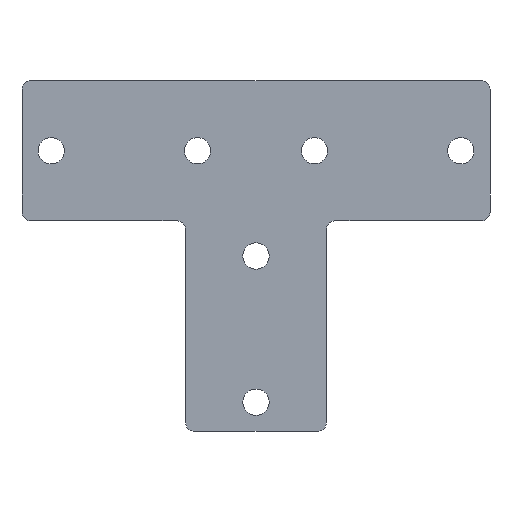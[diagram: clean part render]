
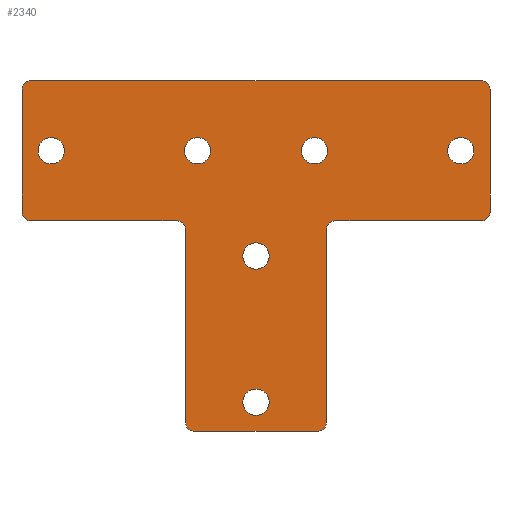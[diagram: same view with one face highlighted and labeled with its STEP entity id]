
A CAD part, front view. The second image highlights one B-rep face of the part: STEP entity #2340.
In plain terms, the highlighted planar face has unit normal (0, -1, 0).
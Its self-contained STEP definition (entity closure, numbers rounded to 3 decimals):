
#10=CARTESIAN_POINT('',(0.,66.,32.25));
#20=DIRECTION('',(0.,1.,0.));
#30=DIRECTION('',(0.,0.,-1.));
#40=AXIS2_PLACEMENT_3D('',#10,#20,#30);
#50=PLANE('',#40);
#60=CARTESIAN_POINT('',(0.,66.,-50.));
#70=DIRECTION('',(0.,1.,0.));
#80=DIRECTION('',(0.,0.,-1.));
#90=AXIS2_PLACEMENT_3D('',#60,#70,#80);
#100=CIRCLE('',#90,4.5);
#110=CARTESIAN_POINT('',(0.,66.,-54.5));
#120=VERTEX_POINT('',#110);
#130=CARTESIAN_POINT('',(0.,66.,-45.5));
#140=VERTEX_POINT('',#130);
#150=EDGE_CURVE('',#120,#140,#100,.T.);
#160=ORIENTED_EDGE('',*,*,#150,.T.);
#170=EDGE_CURVE('',#140,#120,#100,.T.);
#180=ORIENTED_EDGE('',*,*,#170,.T.);
#190=EDGE_LOOP('',(#180,#160));
#200=FACE_BOUND('',#190,.T.);
#210=CARTESIAN_POINT('',(0.,66.,0.));
#220=DIRECTION('',(0.,1.,0.));
#230=DIRECTION('',(0.,0.,-1.));
#240=AXIS2_PLACEMENT_3D('',#210,#220,#230);
#250=CIRCLE('',#240,4.5);
#260=CARTESIAN_POINT('',(0.,66.,-4.5));
#270=VERTEX_POINT('',#260);
#280=CARTESIAN_POINT('',(0.,66.,4.5));
#290=VERTEX_POINT('',#280);
#300=EDGE_CURVE('',#270,#290,#250,.T.);
#310=ORIENTED_EDGE('',*,*,#300,.T.);
#320=EDGE_CURVE('',#290,#270,#250,.T.);
#330=ORIENTED_EDGE('',*,*,#320,.T.);
#340=EDGE_LOOP('',(#330,#310));
#350=FACE_BOUND('',#340,.T.);
#360=CARTESIAN_POINT('',(70.,66.,36.));
#370=DIRECTION('',(0.,1.,0.));
#380=DIRECTION('',(0.,0.,-1.));
#390=AXIS2_PLACEMENT_3D('',#360,#370,#380);
#400=CIRCLE('',#390,4.5);
#410=CARTESIAN_POINT('',(70.,66.,31.5));
#420=VERTEX_POINT('',#410);
#430=CARTESIAN_POINT('',(70.,66.,40.5));
#440=VERTEX_POINT('',#430);
#450=EDGE_CURVE('',#420,#440,#400,.T.);
#460=ORIENTED_EDGE('',*,*,#450,.T.);
#470=EDGE_CURVE('',#440,#420,#400,.T.);
#480=ORIENTED_EDGE('',*,*,#470,.T.);
#490=EDGE_LOOP('',(#480,#460));
#500=FACE_BOUND('',#490,.T.);
#510=CARTESIAN_POINT('',(20.,66.,36.));
#520=DIRECTION('',(0.,1.,0.));
#530=DIRECTION('',(0.,0.,-1.));
#540=AXIS2_PLACEMENT_3D('',#510,#520,#530);
#550=CIRCLE('',#540,4.5);
#560=CARTESIAN_POINT('',(20.,66.,31.5));
#570=VERTEX_POINT('',#560);
#580=CARTESIAN_POINT('',(20.,66.,40.5));
#590=VERTEX_POINT('',#580);
#600=EDGE_CURVE('',#570,#590,#550,.T.);
#610=ORIENTED_EDGE('',*,*,#600,.T.);
#620=EDGE_CURVE('',#590,#570,#550,.T.);
#630=ORIENTED_EDGE('',*,*,#620,.T.);
#640=EDGE_LOOP('',(#630,#610));
#650=FACE_BOUND('',#640,.T.);
#660=CARTESIAN_POINT('',(-20.,66.,36.));
#670=DIRECTION('',(0.,1.,0.));
#680=DIRECTION('',(0.,0.,-1.));
#690=AXIS2_PLACEMENT_3D('',#660,#670,#680);
#700=CIRCLE('',#690,4.5);
#710=CARTESIAN_POINT('',(-20.,66.,31.5));
#720=VERTEX_POINT('',#710);
#730=CARTESIAN_POINT('',(-20.,66.,40.5));
#740=VERTEX_POINT('',#730);
#750=EDGE_CURVE('',#720,#740,#700,.T.);
#760=ORIENTED_EDGE('',*,*,#750,.T.);
#770=EDGE_CURVE('',#740,#720,#700,.T.);
#780=ORIENTED_EDGE('',*,*,#770,.T.);
#790=EDGE_LOOP('',(#780,#760));
#800=FACE_BOUND('',#790,.T.);
#810=CARTESIAN_POINT('',(-70.,66.,36.));
#820=DIRECTION('',(0.,1.,0.));
#830=DIRECTION('',(0.,0.,-1.));
#840=AXIS2_PLACEMENT_3D('',#810,#820,#830);
#850=CIRCLE('',#840,4.5);
#860=CARTESIAN_POINT('',(-70.,66.,31.5));
#870=VERTEX_POINT('',#860);
#880=CARTESIAN_POINT('',(-70.,66.,40.5));
#890=VERTEX_POINT('',#880);
#900=EDGE_CURVE('',#870,#890,#850,.T.);
#910=ORIENTED_EDGE('',*,*,#900,.T.);
#920=EDGE_CURVE('',#890,#870,#850,.T.);
#930=ORIENTED_EDGE('',*,*,#920,.T.);
#940=EDGE_LOOP('',(#930,#910));
#950=FACE_BOUND('',#940,.T.);
#960=CARTESIAN_POINT('',(27.,66.,9.));
#970=DIRECTION('',(0.,1.,0.));
#980=DIRECTION('',(0.,0.,-1.));
#990=AXIS2_PLACEMENT_3D('',#960,#970,#980);
#1000=CIRCLE('',#990,3.);
#1010=CARTESIAN_POINT('',(24.,66.,9.));
#1020=VERTEX_POINT('',#1010);
#1030=CARTESIAN_POINT('',(27.,66.,12.));
#1040=VERTEX_POINT('',#1030);
#1050=EDGE_CURVE('',#1020,#1040,#1000,.T.);
#1060=ORIENTED_EDGE('',*,*,#1050,.T.);
#1070=CARTESIAN_POINT('',(24.,66.,32.25));
#1080=DIRECTION('',(0.,0.,1.));
#1090=VECTOR('',#1080,1.);
#1100=LINE('',#1070,#1090);
#1110=CARTESIAN_POINT('',(24.,66.,-57.));
#1120=VERTEX_POINT('',#1110);
#1130=EDGE_CURVE('',#1120,#1020,#1100,.T.);
#1140=ORIENTED_EDGE('',*,*,#1130,.T.);
#1150=CARTESIAN_POINT('',(21.,66.,-57.));
#1160=DIRECTION('',(0.,1.,0.));
#1170=DIRECTION('',(0.,0.,-1.));
#1180=AXIS2_PLACEMENT_3D('',#1150,#1160,#1170);
#1190=CIRCLE('',#1180,3.);
#1200=CARTESIAN_POINT('',(21.,66.,-60.));
#1210=VERTEX_POINT('',#1200);
#1220=EDGE_CURVE('',#1120,#1210,#1190,.T.);
#1230=ORIENTED_EDGE('',*,*,#1220,.F.);
#1240=CARTESIAN_POINT('',(0.,66.,-60.));
#1250=DIRECTION('',(1.,0.,0.));
#1260=VECTOR('',#1250,1.);
#1270=LINE('',#1240,#1260);
#1280=CARTESIAN_POINT('',(-21.,66.,-60.));
#1290=VERTEX_POINT('',#1280);
#1300=EDGE_CURVE('',#1290,#1210,#1270,.T.);
#1310=ORIENTED_EDGE('',*,*,#1300,.T.);
#1320=CARTESIAN_POINT('',(-21.,66.,-57.));
#1330=DIRECTION('',(0.,1.,0.));
#1340=DIRECTION('',(0.,0.,-1.));
#1350=AXIS2_PLACEMENT_3D('',#1320,#1330,#1340);
#1360=CIRCLE('',#1350,3.);
#1370=CARTESIAN_POINT('',(-24.,66.,-57.));
#1380=VERTEX_POINT('',#1370);
#1390=EDGE_CURVE('',#1290,#1380,#1360,.T.);
#1400=ORIENTED_EDGE('',*,*,#1390,.F.);
#1410=CARTESIAN_POINT('',(-24.,66.,32.25));
#1420=DIRECTION('',(0.,0.,-1.));
#1430=VECTOR('',#1420,1.);
#1440=LINE('',#1410,#1430);
#1450=CARTESIAN_POINT('',(-24.,66.,9.));
#1460=VERTEX_POINT('',#1450);
#1470=EDGE_CURVE('',#1460,#1380,#1440,.T.);
#1480=ORIENTED_EDGE('',*,*,#1470,.T.);
#1490=CARTESIAN_POINT('',(-27.,66.,9.));
#1500=DIRECTION('',(0.,1.,0.));
#1510=DIRECTION('',(0.,0.,-1.));
#1520=AXIS2_PLACEMENT_3D('',#1490,#1500,#1510);
#1530=CIRCLE('',#1520,3.);
#1540=CARTESIAN_POINT('',(-27.,66.,12.));
#1550=VERTEX_POINT('',#1540);
#1560=EDGE_CURVE('',#1550,#1460,#1530,.T.);
#1570=ORIENTED_EDGE('',*,*,#1560,.T.);
#1580=CARTESIAN_POINT('',(0.,66.,12.));
#1590=DIRECTION('',(1.,0.,0.));
#1600=VECTOR('',#1590,1.);
#1610=LINE('',#1580,#1600);
#1620=CARTESIAN_POINT('',(-77.,66.,12.));
#1630=VERTEX_POINT('',#1620);
#1640=EDGE_CURVE('',#1630,#1550,#1610,.T.);
#1650=ORIENTED_EDGE('',*,*,#1640,.T.);
#1660=CARTESIAN_POINT('',(-77.,66.,15.));
#1670=DIRECTION('',(0.,-1.,0.));
#1680=DIRECTION('',(0.,0.,1.));
#1690=AXIS2_PLACEMENT_3D('',#1660,#1670,#1680);
#1700=CIRCLE('',#1690,3.);
#1710=CARTESIAN_POINT('',(-80.,66.,15.));
#1720=VERTEX_POINT('',#1710);
#1730=EDGE_CURVE('',#1720,#1630,#1700,.T.);
#1740=ORIENTED_EDGE('',*,*,#1730,.T.);
#1750=CARTESIAN_POINT('',(-80.,66.,0.));
#1760=DIRECTION('',(0.,0.,-1.));
#1770=VECTOR('',#1760,1.);
#1780=LINE('',#1750,#1770);
#1790=CARTESIAN_POINT('',(-80.,66.,57.));
#1800=VERTEX_POINT('',#1790);
#1810=EDGE_CURVE('',#1800,#1720,#1780,.T.);
#1820=ORIENTED_EDGE('',*,*,#1810,.T.);
#1830=CARTESIAN_POINT('',(-77.,66.,57.));
#1840=DIRECTION('',(0.,1.,0.));
#1850=DIRECTION('',(0.,0.,-1.));
#1860=AXIS2_PLACEMENT_3D('',#1830,#1840,#1850);
#1870=CIRCLE('',#1860,3.);
#1880=CARTESIAN_POINT('',(-77.,66.,60.));
#1890=VERTEX_POINT('',#1880);
#1900=EDGE_CURVE('',#1800,#1890,#1870,.T.);
#1910=ORIENTED_EDGE('',*,*,#1900,.F.);
#1920=CARTESIAN_POINT('',(0.,66.,60.));
#1930=DIRECTION('',(-1.,0.,0.));
#1940=VECTOR('',#1930,1.);
#1950=LINE('',#1920,#1940);
#1960=CARTESIAN_POINT('',(77.,66.,60.));
#1970=VERTEX_POINT('',#1960);
#1980=EDGE_CURVE('',#1970,#1890,#1950,.T.);
#1990=ORIENTED_EDGE('',*,*,#1980,.T.);
#2000=CARTESIAN_POINT('',(77.,66.,57.));
#2010=DIRECTION('',(0.,1.,0.));
#2020=DIRECTION('',(0.,0.,-1.));
#2030=AXIS2_PLACEMENT_3D('',#2000,#2010,#2020);
#2040=CIRCLE('',#2030,3.);
#2050=CARTESIAN_POINT('',(80.,66.,57.));
#2060=VERTEX_POINT('',#2050);
#2070=EDGE_CURVE('',#1970,#2060,#2040,.T.);
#2080=ORIENTED_EDGE('',*,*,#2070,.F.);
#2090=CARTESIAN_POINT('',(80.,66.,0.));
#2100=DIRECTION('',(0.,0.,1.));
#2110=VECTOR('',#2100,1.);
#2120=LINE('',#2090,#2110);
#2130=CARTESIAN_POINT('',(80.,66.,15.));
#2140=VERTEX_POINT('',#2130);
#2150=EDGE_CURVE('',#2140,#2060,#2120,.T.);
#2160=ORIENTED_EDGE('',*,*,#2150,.T.);
#2170=CARTESIAN_POINT('',(77.,66.,15.));
#2180=DIRECTION('',(0.,1.,0.));
#2190=DIRECTION('',(0.,0.,-1.));
#2200=AXIS2_PLACEMENT_3D('',#2170,#2180,#2190);
#2210=CIRCLE('',#2200,3.);
#2220=CARTESIAN_POINT('',(77.,66.,12.));
#2230=VERTEX_POINT('',#2220);
#2240=EDGE_CURVE('',#2140,#2230,#2210,.T.);
#2250=ORIENTED_EDGE('',*,*,#2240,.F.);
#2260=CARTESIAN_POINT('',(0.,66.,12.));
#2270=DIRECTION('',(1.,0.,0.));
#2280=VECTOR('',#2270,1.);
#2290=LINE('',#2260,#2280);
#2300=EDGE_CURVE('',#1040,#2230,#2290,.T.);
#2310=ORIENTED_EDGE('',*,*,#2300,.T.);
#2320=EDGE_LOOP('',(#2310,#2250,#2160,#2080,#1990,#1910,#1820,#1740,
#1650,#1570,#1480,#1400,#1310,#1230,#1140,#1060));
#2330=FACE_OUTER_BOUND('',#2320,.T.);
#2340=ADVANCED_FACE('',(#200,#350,#500,#650,#800,#950,#2330),#50,.F.);
